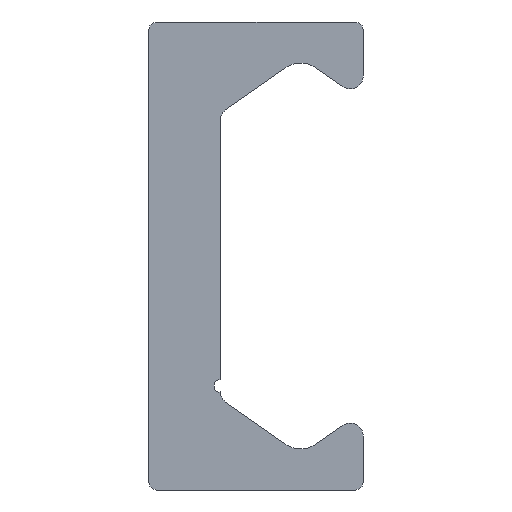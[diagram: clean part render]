
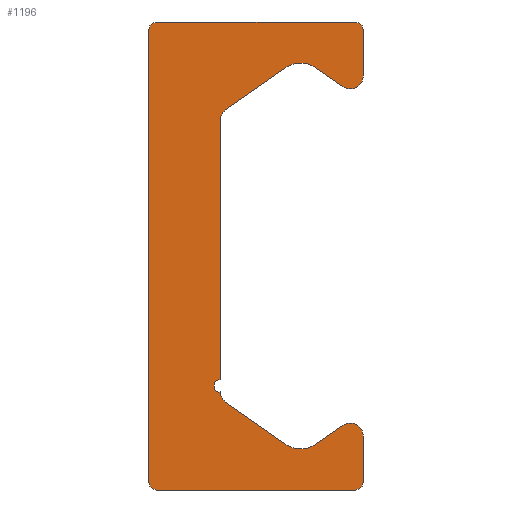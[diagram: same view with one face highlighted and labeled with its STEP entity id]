
A CAD part, left-side view. The second image highlights one B-rep face of the part: STEP entity #1196.
In plain terms, the highlighted planar face has unit normal (-1, 0, 0).
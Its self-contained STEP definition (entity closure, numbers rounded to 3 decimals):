
#355=CARTESIAN_POINT('',(0.0,1.375,5.214));
#356=VERTEX_POINT('',#355);
#363=CARTESIAN_POINT('',(0.0,1.375,-4.75));
#364=VERTEX_POINT('',#363);
#365=CARTESIAN_POINT('',(0.0,1.375,5.214));
#366=DIRECTION('',(0.0,0.0,-1.0));
#367=VECTOR('',#366,9.964);
#368=LINE('',#365,#367);
#369=EDGE_CURVE('',#356,#364,#368,.T.);
#499=CARTESIAN_POINT('',(0.0,3.825,-9.));
#500=VERTEX_POINT('',#499);
#507=CARTESIAN_POINT('',(0.0,4.125,-8.7));
#508=VERTEX_POINT('',#507);
#509=CARTESIAN_POINT('',(0.0,3.825,-8.7));
#510=DIRECTION('',(1.0,0.0,0.0));
#511=DIRECTION('',(0.0,0.0,-1.0));
#512=AXIS2_PLACEMENT_3D('',#509,#510,#511);
#513=CIRCLE('',#512,0.3);
#514=EDGE_CURVE('',#500,#508,#513,.T.);
#538=CARTESIAN_POINT('',(0.0,-3.825,-9.));
#539=VERTEX_POINT('',#538);
#546=CARTESIAN_POINT('',(0.0,-3.825,-9.));
#547=DIRECTION('',(0.0,1.0,0.0));
#548=VECTOR('',#547,7.65);
#549=LINE('',#546,#548);
#550=EDGE_CURVE('',#539,#500,#549,.T.);
#570=CARTESIAN_POINT('',(0.0,-4.125,-8.7));
#571=VERTEX_POINT('',#570);
#578=CARTESIAN_POINT('',(0.0,-3.825,-8.7));
#579=DIRECTION('',(1.0,0.0,0.0));
#580=DIRECTION('',(0.0,-1.0,0.0));
#581=AXIS2_PLACEMENT_3D('',#578,#579,#580);
#582=CIRCLE('',#581,0.3);
#583=EDGE_CURVE('',#571,#539,#582,.T.);
#602=CARTESIAN_POINT('',(0.0,-4.125,-6.925));
#603=VERTEX_POINT('',#602);
#610=CARTESIAN_POINT('',(0.0,-4.125,-6.925));
#611=DIRECTION('',(0.0,0.0,-1.0));
#612=VECTOR('',#611,1.775);
#613=LINE('',#610,#612);
#614=EDGE_CURVE('',#603,#571,#613,.T.);
#634=CARTESIAN_POINT('',(0.0,-3.338,-6.515));
#635=VERTEX_POINT('',#634);
#642=CARTESIAN_POINT('',(0.0,-3.625,-6.925));
#643=DIRECTION('',(1.0,0.0,0.0));
#644=DIRECTION('',(0.0,0.574,0.819));
#645=AXIS2_PLACEMENT_3D('',#642,#643,#644);
#646=CIRCLE('',#645,0.5);
#647=EDGE_CURVE('',#635,#603,#646,.T.);
#666=CARTESIAN_POINT('',(0.0,-2.299,-7.243));
#667=VERTEX_POINT('',#666);
#674=CARTESIAN_POINT('',(0.0,-2.299,-7.243));
#675=DIRECTION('',(0.0,-0.819,0.574));
#676=VECTOR('',#675,1.269);
#677=LINE('',#674,#676);
#678=EDGE_CURVE('',#667,#635,#677,.T.);
#698=CARTESIAN_POINT('',(0.0,-1.151,-7.243));
#699=VERTEX_POINT('',#698);
#706=CARTESIAN_POINT('',(0.0,-1.725,-6.424));
#707=DIRECTION('',(-1.0,0.0,0.0));
#708=DIRECTION('',(0.0,0.574,0.819));
#709=AXIS2_PLACEMENT_3D('',#706,#707,#708);
#710=CIRCLE('',#709,1.0);
#711=EDGE_CURVE('',#699,#667,#710,.T.);
#730=CARTESIAN_POINT('',(0.0,1.162,-5.624));
#731=VERTEX_POINT('',#730);
#738=CARTESIAN_POINT('',(0.0,1.162,-5.624));
#739=DIRECTION('',(0.0,-0.819,-0.574));
#740=VECTOR('',#739,2.824);
#741=LINE('',#738,#740);
#742=EDGE_CURVE('',#731,#699,#741,.T.);
#762=CARTESIAN_POINT('',(0.0,1.375,-5.214));
#763=VERTEX_POINT('',#762);
#770=CARTESIAN_POINT('',(0.0,0.875,-5.214));
#771=DIRECTION('',(-1.0,0.0,0.0));
#772=DIRECTION('',(0.0,-0.574,0.819));
#773=AXIS2_PLACEMENT_3D('',#770,#771,#772);
#774=CIRCLE('',#773,0.5);
#775=EDGE_CURVE('',#763,#731,#774,.T.);
#794=CARTESIAN_POINT('',(0.0,1.375,-5.25));
#795=VERTEX_POINT('',#794);
#802=CARTESIAN_POINT('',(0.0,1.375,-5.25));
#803=DIRECTION('',(0.0,0.0,1.0));
#804=VECTOR('',#803,0.036);
#805=LINE('',#802,#804);
#806=EDGE_CURVE('',#795,#763,#805,.T.);
#830=CARTESIAN_POINT('',(0.0,1.375,-5.0));
#831=DIRECTION('',(-1.0,0.0,0.0));
#832=DIRECTION('',(0.0,0.0,1.0));
#833=AXIS2_PLACEMENT_3D('',#830,#831,#832);
#834=CIRCLE('',#833,0.25);
#835=EDGE_CURVE('',#364,#795,#834,.T.);
#855=CARTESIAN_POINT('',(0.0,1.162,5.624));
#856=VERTEX_POINT('',#855);
#863=CARTESIAN_POINT('',(0.0,0.875,5.214));
#864=DIRECTION('',(-1.0,0.0,0.0));
#865=DIRECTION('',(0.0,-1.0,0.0));
#866=AXIS2_PLACEMENT_3D('',#863,#864,#865);
#867=CIRCLE('',#866,0.5);
#868=EDGE_CURVE('',#856,#356,#867,.T.);
#887=CARTESIAN_POINT('',(0.0,-1.151,7.243));
#888=VERTEX_POINT('',#887);
#895=CARTESIAN_POINT('',(0.0,-1.151,7.243));
#896=DIRECTION('',(0.0,0.819,-0.574));
#897=VECTOR('',#896,2.824);
#898=LINE('',#895,#897);
#899=EDGE_CURVE('',#888,#856,#898,.T.);
#919=CARTESIAN_POINT('',(0.0,-2.299,7.243));
#920=VERTEX_POINT('',#919);
#927=CARTESIAN_POINT('',(0.0,-1.725,6.424));
#928=DIRECTION('',(-1.0,0.0,0.0));
#929=DIRECTION('',(0.0,-0.574,-0.819));
#930=AXIS2_PLACEMENT_3D('',#927,#928,#929);
#931=CIRCLE('',#930,1.0);
#932=EDGE_CURVE('',#920,#888,#931,.T.);
#951=CARTESIAN_POINT('',(0.0,-3.338,6.515));
#952=VERTEX_POINT('',#951);
#959=CARTESIAN_POINT('',(0.0,-3.338,6.515));
#960=DIRECTION('',(0.0,0.819,0.574));
#961=VECTOR('',#960,1.269);
#962=LINE('',#959,#961);
#963=EDGE_CURVE('',#952,#920,#962,.T.);
#983=CARTESIAN_POINT('',(0.0,-4.125,6.925));
#984=VERTEX_POINT('',#983);
#991=CARTESIAN_POINT('',(0.0,-3.625,6.925));
#992=DIRECTION('',(1.0,0.0,0.0));
#993=DIRECTION('',(0.0,-1.0,0.0));
#994=AXIS2_PLACEMENT_3D('',#991,#992,#993);
#995=CIRCLE('',#994,0.5);
#996=EDGE_CURVE('',#984,#952,#995,.T.);
#1015=CARTESIAN_POINT('',(0.0,-4.125,8.7));
#1016=VERTEX_POINT('',#1015);
#1023=CARTESIAN_POINT('',(0.0,-4.125,8.7));
#1024=DIRECTION('',(0.0,0.0,-1.0));
#1025=VECTOR('',#1024,1.775);
#1026=LINE('',#1023,#1025);
#1027=EDGE_CURVE('',#1016,#984,#1026,.T.);
#1047=CARTESIAN_POINT('',(0.0,-3.825,9.));
#1048=VERTEX_POINT('',#1047);
#1055=CARTESIAN_POINT('',(0.0,-3.825,8.7));
#1056=DIRECTION('',(1.0,0.0,0.0));
#1057=DIRECTION('',(0.0,0.0,1.0));
#1058=AXIS2_PLACEMENT_3D('',#1055,#1056,#1057);
#1059=CIRCLE('',#1058,0.3);
#1060=EDGE_CURVE('',#1048,#1016,#1059,.T.);
#1079=CARTESIAN_POINT('',(0.0,3.825,9.));
#1080=VERTEX_POINT('',#1079);
#1087=CARTESIAN_POINT('',(0.0,3.825,9.));
#1088=DIRECTION('',(0.0,-1.0,0.0));
#1089=VECTOR('',#1088,7.65);
#1090=LINE('',#1087,#1089);
#1091=EDGE_CURVE('',#1080,#1048,#1090,.T.);
#1111=CARTESIAN_POINT('',(0.0,4.125,8.7));
#1112=VERTEX_POINT('',#1111);
#1119=CARTESIAN_POINT('',(0.0,3.825,8.7));
#1120=DIRECTION('',(1.0,0.0,0.0));
#1121=DIRECTION('',(0.0,1.0,0.0));
#1122=AXIS2_PLACEMENT_3D('',#1119,#1120,#1121);
#1123=CIRCLE('',#1122,0.3);
#1124=EDGE_CURVE('',#1112,#1080,#1123,.T.);
#1142=CARTESIAN_POINT('',(0.0,4.125,-8.7));
#1143=DIRECTION('',(0.0,0.0,1.0));
#1144=VECTOR('',#1143,17.4);
#1145=LINE('',#1142,#1144);
#1146=EDGE_CURVE('',#508,#1112,#1145,.T.);
#1167=CARTESIAN_POINT('',(0.0,0.856,-0.029));
#1168=DIRECTION('',(1.0,0.0,0.0));
#1169=DIRECTION('',(0.0,0.0,-1.0));
#1170=AXIS2_PLACEMENT_3D('',#1167,#1168,#1169);
#1171=PLANE('',#1170);
#1172=ORIENTED_EDGE('',*,*,#1146,.F.);
#1173=ORIENTED_EDGE('',*,*,#514,.F.);
#1174=ORIENTED_EDGE('',*,*,#550,.F.);
#1175=ORIENTED_EDGE('',*,*,#583,.F.);
#1176=ORIENTED_EDGE('',*,*,#614,.F.);
#1177=ORIENTED_EDGE('',*,*,#647,.F.);
#1178=ORIENTED_EDGE('',*,*,#678,.F.);
#1179=ORIENTED_EDGE('',*,*,#711,.F.);
#1180=ORIENTED_EDGE('',*,*,#742,.F.);
#1181=ORIENTED_EDGE('',*,*,#775,.F.);
#1182=ORIENTED_EDGE('',*,*,#806,.F.);
#1183=ORIENTED_EDGE('',*,*,#835,.F.);
#1184=ORIENTED_EDGE('',*,*,#369,.F.);
#1185=ORIENTED_EDGE('',*,*,#868,.F.);
#1186=ORIENTED_EDGE('',*,*,#899,.F.);
#1187=ORIENTED_EDGE('',*,*,#932,.F.);
#1188=ORIENTED_EDGE('',*,*,#963,.F.);
#1189=ORIENTED_EDGE('',*,*,#996,.F.);
#1190=ORIENTED_EDGE('',*,*,#1027,.F.);
#1191=ORIENTED_EDGE('',*,*,#1060,.F.);
#1192=ORIENTED_EDGE('',*,*,#1091,.F.);
#1193=ORIENTED_EDGE('',*,*,#1124,.F.);
#1194=EDGE_LOOP('',(#1172,#1173,#1174,#1175,#1176,#1177,#1178,#1179,#1180,#1181,#1182,#1183,#1184,#1185,#1186,#1187,#1188,#1189,#1190,#1191,#1192,#1193));
#1195=FACE_OUTER_BOUND('',#1194,.T.);
#1196=ADVANCED_FACE('',(#1195),#1171,.F.);
